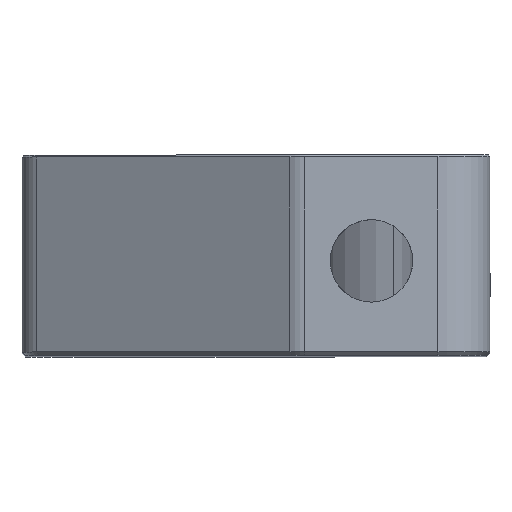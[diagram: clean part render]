
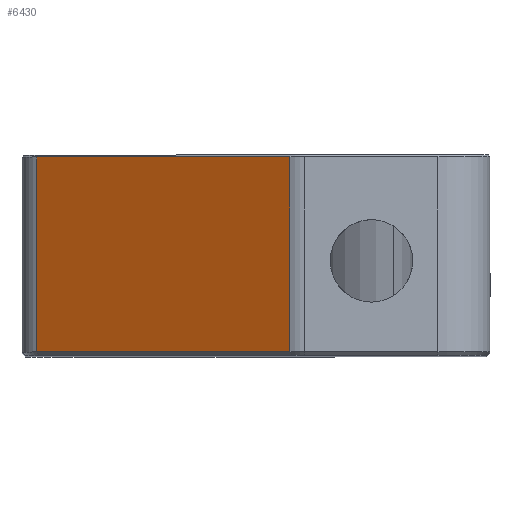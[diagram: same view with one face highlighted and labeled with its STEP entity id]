
A CAD part, top view. The second image highlights one B-rep face of the part: STEP entity #6430.
In plain terms, the highlighted planar face has unit normal (-0.5, 0, 0.866).
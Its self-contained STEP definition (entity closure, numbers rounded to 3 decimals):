
#70 = EDGE_CURVE ( 'NONE', #1596, #1708, #5533, .T. ) ;
#113 = DIRECTION ( 'NONE',  ( 0.866, 0., 0.5 ) ) ;
#190 = CARTESIAN_POINT ( 'NONE',  ( -53., 0.5, 73.638 ) ) ;
#291 = EDGE_CURVE ( 'NONE', #6374, #379, #490, .T. ) ;
#379 = VERTEX_POINT ( 'NONE', #6454 ) ;
#490 = LINE ( 'NONE', #6433, #4893 ) ;
#680 = ORIENTED_EDGE ( 'NONE', *, *, #70, .T. ) ;
#963 = FACE_OUTER_BOUND ( 'NONE', #2445, .T. ) ;
#1596 = VERTEX_POINT ( 'NONE', #5077 ) ;
#1708 = VERTEX_POINT ( 'NONE', #5581 ) ;
#1755 = CARTESIAN_POINT ( 'NONE',  ( -51., 32., 74.793 ) ) ;
#2096 = LINE ( 'NONE', #4758, #4457 ) ;
#2278 = DIRECTION ( 'NONE',  ( 0., -1., 0. ) ) ;
#2445 = EDGE_LOOP ( 'NONE', ( #2515, #680, #4325, #6412 ) ) ;
#2515 = ORIENTED_EDGE ( 'NONE', *, *, #6042, .T. ) ;
#2681 = PLANE ( 'NONE',  #4310 ) ;
#2804 = VECTOR ( 'NONE', #113, 1000. ) ;
#3169 = CARTESIAN_POINT ( 'NONE',  ( -16.928, 26.75, 94.464 ) ) ;
#3234 = DIRECTION ( 'NONE',  ( -0.866, 0., -0.5 ) ) ;
#3256 = CARTESIAN_POINT ( 'NONE',  ( -53., 32., 73.638 ) ) ;
#4310 = AXIS2_PLACEMENT_3D ( 'NONE', #3256, #5263, #3234 ) ;
#4325 = ORIENTED_EDGE ( 'NONE', *, *, #6002, .T. ) ;
#4457 = VECTOR ( 'NONE', #5275, 1000. ) ;
#4758 = CARTESIAN_POINT ( 'NONE',  ( -16.928, 32., 94.464 ) ) ;
#4893 = VECTOR ( 'NONE', #4905, 1000. ) ;
#4905 = DIRECTION ( 'NONE',  ( -0.866, 0., -0.5 ) ) ;
#5077 = CARTESIAN_POINT ( 'NONE',  ( -51., 0.5, 74.793 ) ) ;
#5138 = LINE ( 'NONE', #1755, #6317 ) ;
#5263 = DIRECTION ( 'NONE',  ( 0.5, 0., -0.866 ) ) ;
#5275 = DIRECTION ( 'NONE',  ( 0., 1., 0. ) ) ;
#5533 = LINE ( 'NONE', #190, #2804 ) ;
#5581 = CARTESIAN_POINT ( 'NONE',  ( -16.928, 0.5, 94.464 ) ) ;
#6002 = EDGE_CURVE ( 'NONE', #1708, #6374, #2096, .T. ) ;
#6042 = EDGE_CURVE ( 'NONE', #379, #1596, #5138, .T. ) ;
#6317 = VECTOR ( 'NONE', #2278, 1000. ) ;
#6374 = VERTEX_POINT ( 'NONE', #3169 ) ;
#6412 = ORIENTED_EDGE ( 'NONE', *, *, #291, .T. ) ;
#6430 = ADVANCED_FACE ( 'NONE', ( #963 ), #2681, .F. ) ;
#6433 = CARTESIAN_POINT ( 'NONE',  ( -51., 26.75, 74.793 ) ) ;
#6454 = CARTESIAN_POINT ( 'NONE',  ( -51., 26.75, 74.793 ) ) ;
